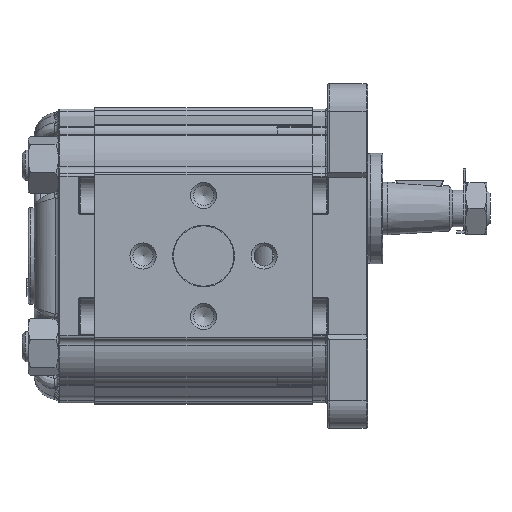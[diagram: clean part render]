
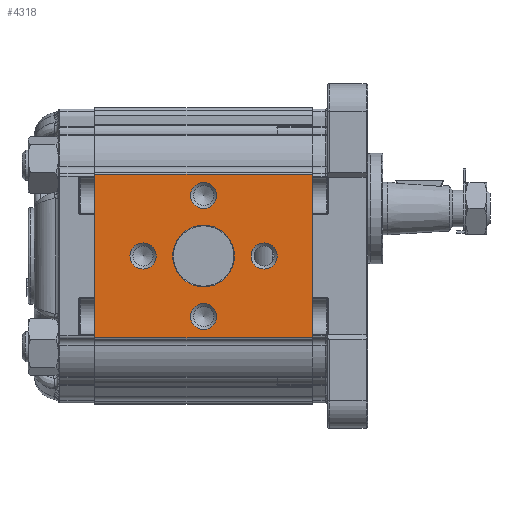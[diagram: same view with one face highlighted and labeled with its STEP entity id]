
A CAD part, left-side view. The second image highlights one B-rep face of the part: STEP entity #4318.
In plain terms, the highlighted planar face has unit normal (-1, 0, 0).
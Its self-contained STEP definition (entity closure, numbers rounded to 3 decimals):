
#4318 = ADVANCED_FACE( '', ( #9547, #9548, #9549, #9550, #9551, #9552 ), #9553, .T. );
#9547 = FACE_BOUND( '', #17205, .T. );
#9548 = FACE_BOUND( '', #17206, .T. );
#9549 = FACE_BOUND( '', #17207, .T. );
#9550 = FACE_BOUND( '', #17208, .T. );
#9551 = FACE_BOUND( '', #17209, .T. );
#9552 = FACE_OUTER_BOUND( '', #17210, .T. );
#9553 = PLANE( '', #17211 );
#17205 = EDGE_LOOP( '', ( #31705 ) );
#17206 = EDGE_LOOP( '', ( #31706 ) );
#17207 = EDGE_LOOP( '', ( #31707 ) );
#17208 = EDGE_LOOP( '', ( #31708 ) );
#17209 = EDGE_LOOP( '', ( #31709 ) );
#17210 = EDGE_LOOP( '', ( #31710, #31711, #31712, #31713 ) );
#17211 = AXIS2_PLACEMENT_3D( '', #31714, #31715, #31716 );
#31705 = ORIENTED_EDGE( '', *, *, #41025, .T. );
#31706 = ORIENTED_EDGE( '', *, *, #40477, .T. );
#31707 = ORIENTED_EDGE( '', *, *, #39065, .T. );
#31708 = ORIENTED_EDGE( '', *, *, #41277, .T. );
#31709 = ORIENTED_EDGE( '', *, *, #38732, .T. );
#31710 = ORIENTED_EDGE( '', *, *, #43399, .F. );
#31711 = ORIENTED_EDGE( '', *, *, #39952, .F. );
#31712 = ORIENTED_EDGE( '', *, *, #39347, .T. );
#31713 = ORIENTED_EDGE( '', *, *, #42157, .T. );
#31714 = CARTESIAN_POINT( '', ( -43., 72., 27.048 ) );
#31715 = DIRECTION( '', ( -1., 0., 0. ) );
#31716 = DIRECTION( '', ( 0., 0., 1. ) );
#38732 = EDGE_CURVE( '', #45874, #45874, #45875, .F. );
#39065 = EDGE_CURVE( '', #46470, #46470, #46471, .F. );
#39347 = EDGE_CURVE( '', #46963, #46961, #46964, .T. );
#39952 = EDGE_CURVE( '', #46963, #47954, #47957, .T. );
#40477 = EDGE_CURVE( '', #48809, #48809, #48810, .F. );
#41025 = EDGE_CURVE( '', #49667, #49667, #49668, .F. );
#41277 = EDGE_CURVE( '', #50079, #50079, #50080, .F. );
#42157 = EDGE_CURVE( '', #46961, #51334, #51336, .T. );
#43399 = EDGE_CURVE( '', #47954, #51334, #53009, .T. );
#45874 = VERTEX_POINT( '', #56369 );
#45875 = CIRCLE( '', #56370, 10.2 );
#46470 = VERTEX_POINT( '', #57512 );
#46471 = CIRCLE( '', #57513, 4.324 );
#46961 = VERTEX_POINT( '', #58272 );
#46963 = VERTEX_POINT( '', #58274 );
#46964 = LINE( '', #58275, #58276 );
#47954 = VERTEX_POINT( '', #60785 );
#47957 = LINE( '', #60789, #60790 );
#48809 = VERTEX_POINT( '', #62580 );
#48810 = CIRCLE( '', #62581, 4.324 );
#49667 = VERTEX_POINT( '', #64106 );
#49668 = CIRCLE( '', #64107, 4.324 );
#50079 = VERTEX_POINT( '', #64769 );
#50080 = CIRCLE( '', #64770, 4.324 );
#51334 = VERTEX_POINT( '', #67262 );
#51336 = LINE( '', #67264, #67265 );
#53009 = LINE( '', #70568, #70569 );
#56369 = CARTESIAN_POINT( '', ( -43., 36., 10.2 ) );
#56370 = AXIS2_PLACEMENT_3D( '', #74617, #74618, #74619 );
#57512 = CARTESIAN_POINT( '', ( -43., 36., -15.677 ) );
#57513 = AXIS2_PLACEMENT_3D( '', #75033, #75034, #75035 );
#58272 = CARTESIAN_POINT( '', ( -43., 72., -27.048 ) );
#58274 = CARTESIAN_POINT( '', ( -43., 72., 27.048 ) );
#58275 = CARTESIAN_POINT( '', ( -43., 72., 27.048 ) );
#58276 = VECTOR( '', #75427, 1000. );
#60785 = CARTESIAN_POINT( '', ( -43., 0., 27.048 ) );
#60789 = CARTESIAN_POINT( '', ( -43., 72., 27.048 ) );
#60790 = VECTOR( '', #76108, 1000. );
#62580 = CARTESIAN_POINT( '', ( -43., 56., 4.324 ) );
#62581 = AXIS2_PLACEMENT_3D( '', #76667, #76668, #76669 );
#64106 = CARTESIAN_POINT( '', ( -43., 16., 4.324 ) );
#64107 = AXIS2_PLACEMENT_3D( '', #77325, #77326, #77327 );
#64769 = CARTESIAN_POINT( '', ( -43., 36., 24.324 ) );
#64770 = AXIS2_PLACEMENT_3D( '', #77614, #77615, #77616 );
#67262 = CARTESIAN_POINT( '', ( -43., 0., -27.048 ) );
#67264 = CARTESIAN_POINT( '', ( -43., 72., -27.048 ) );
#67265 = VECTOR( '', #78513, 1000. );
#70568 = CARTESIAN_POINT( '', ( -43., 0., 27.048 ) );
#70569 = VECTOR( '', #79746, 1000. );
#74617 = CARTESIAN_POINT( '', ( -43., 36., 0. ) );
#74618 = DIRECTION( '', ( -1., 0., 0. ) );
#74619 = DIRECTION( '', ( 0., 0., 1. ) );
#75033 = CARTESIAN_POINT( '', ( -43., 36., -20. ) );
#75034 = DIRECTION( '', ( -1., 0., 0. ) );
#75035 = DIRECTION( '', ( 0., 0., 1. ) );
#75427 = DIRECTION( '', ( 0., 0., -1. ) );
#76108 = DIRECTION( '', ( 0., -1., 0. ) );
#76667 = CARTESIAN_POINT( '', ( -43., 56., 0. ) );
#76668 = DIRECTION( '', ( -1., 0., 0. ) );
#76669 = DIRECTION( '', ( 0., 0., 1. ) );
#77325 = CARTESIAN_POINT( '', ( -43., 16., 0. ) );
#77326 = DIRECTION( '', ( -1., 0., 0. ) );
#77327 = DIRECTION( '', ( 0., 0., 1. ) );
#77614 = CARTESIAN_POINT( '', ( -43., 36., 20. ) );
#77615 = DIRECTION( '', ( -1., 0., 0. ) );
#77616 = DIRECTION( '', ( 0., 0., 1. ) );
#78513 = DIRECTION( '', ( 0., -1., 0. ) );
#79746 = DIRECTION( '', ( 0., 0., -1. ) );
